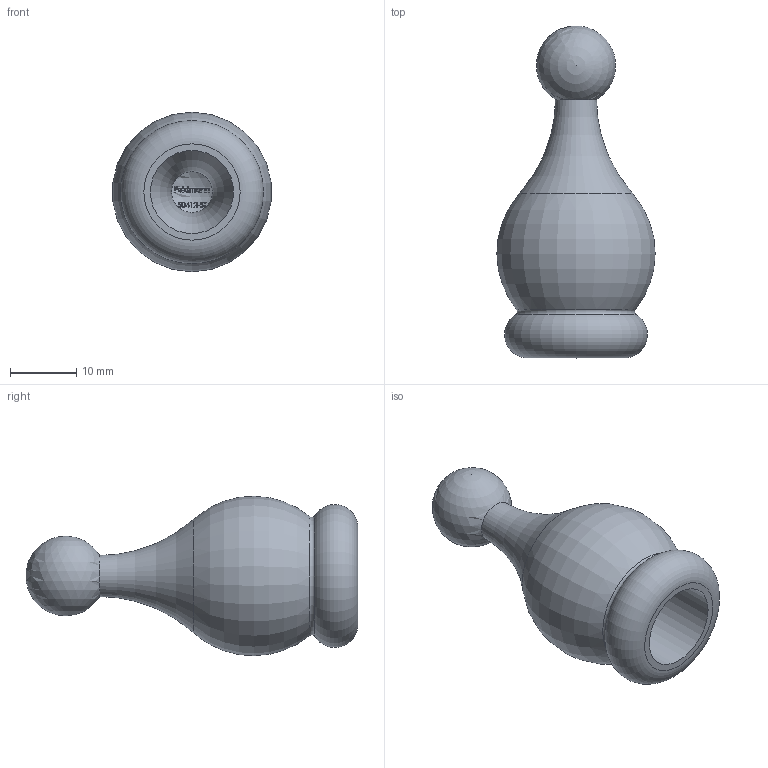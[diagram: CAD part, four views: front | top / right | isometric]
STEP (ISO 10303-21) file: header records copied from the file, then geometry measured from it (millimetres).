
FILE_DESCRIPTION (( 'STEP AP203' ), '1' );
FILE_NAME ('50412-ST.STEP', '2022-06-14T13:52:12', ( '' ), ( '' ), 'SwSTEP 2.0', 'SolidWorks 2018', '' );
FILE_SCHEMA (( 'CONFIG_CONTROL_DESIGN' ));
Length unit declared in the file: millimetre
Products named in the file (1): 50412-ST
Bounding box: 23.82 x 49.95 x 24 mm (x, y, z)
Volume: 8788 mm3; surface area: 3533.4 mm2
Topology: 2 solids, 17 shells, 230 faces, 570 edges, 379 vertices
Faces by surface type: plane 100, bspline 86, cone 38, torus 4, cylinder 1, sphere 1
Full cylindrical faces by diameter (mm): 12.5 x1
Entity records: 10069 total; most frequent: CARTESIAN_POINT 5631, ORIENTED_EDGE 1124, EDGE_CURVE 562, DIRECTION 479, VERTEX_POINT 377, B_SPLINE_CURVE_WITH_KNOTS 348, EDGE_LOOP 241, FACE_OUTER_BOUND 219
